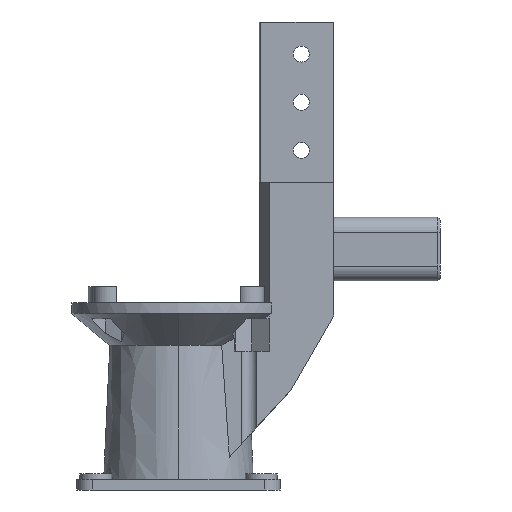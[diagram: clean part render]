
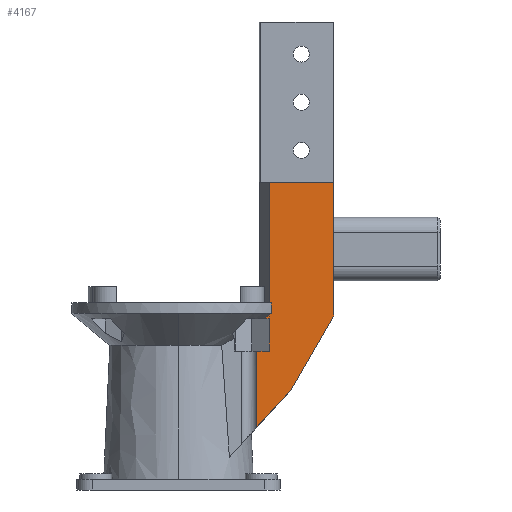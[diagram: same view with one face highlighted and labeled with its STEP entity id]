
A CAD part, front view. The second image highlights one B-rep face of the part: STEP entity #4167.
In plain terms, the highlighted planar face has unit normal (0, -1, 0).
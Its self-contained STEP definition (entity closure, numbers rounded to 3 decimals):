
#10 = ORIENTED_EDGE ( 'NONE', *, *, #5048, .F. ) ;
#11 = EDGE_CURVE ( 'NONE', #6795, #37, #6632, .T. ) ;
#22 = CARTESIAN_POINT ( 'NONE',  ( 17.107, -10., 32.868 ) ) ;
#37 = VERTEX_POINT ( 'NONE', #456 ) ;
#71 = CARTESIAN_POINT ( 'NONE',  ( 17., -10., 32. ) ) ;
#101 = ORIENTED_EDGE ( 'NONE', *, *, #229, .T. ) ;
#196 = VECTOR ( 'NONE', #6268, 1000. ) ;
#212 = VECTOR ( 'NONE', #6980, 1000. ) ;
#229 = EDGE_CURVE ( 'NONE', #6836, #3461, #5911, .T. ) ;
#292 = ORIENTED_EDGE ( 'NONE', *, *, #2736, .T. ) ;
#309 = CARTESIAN_POINT ( 'NONE',  ( 17., -10., 32.55 ) ) ;
#379 = CARTESIAN_POINT ( 'NONE',  ( 16.666, -10., 32.55 ) ) ;
#442 = CARTESIAN_POINT ( 'NONE',  ( 17., -10., 35. ) ) ;
#456 = CARTESIAN_POINT ( 'NONE',  ( 17., -10., 57.55 ) ) ;
#471 = VERTEX_POINT ( 'NONE', #4636 ) ;
#485 = DIRECTION ( 'NONE',  ( 0., 0., 1. ) ) ;
#568 = ORIENTED_EDGE ( 'NONE', *, *, #6832, .F. ) ;
#590 = EDGE_CURVE ( 'NONE', #4696, #3107, #684, .T. ) ;
#672 = ORIENTED_EDGE ( 'NONE', *, *, #1942, .T. ) ;
#684 = LINE ( 'NONE', #5265, #2007 ) ;
#701 = ORIENTED_EDGE ( 'NONE', *, *, #11, .F. ) ;
#743 = CARTESIAN_POINT ( 'NONE',  ( 16.957, -10., 26. ) ) ;
#898 = CARTESIAN_POINT ( 'NONE',  ( 16.41, -10., 32.366 ) ) ;
#1012 = CARTESIAN_POINT ( 'NONE',  ( 17., -10., 32.55 ) ) ;
#1014 = VECTOR ( 'NONE', #3383, 1000. ) ;
#1054 = CARTESIAN_POINT ( 'NONE',  ( 15.896, -10., 32. ) ) ;
#1115 = VECTOR ( 'NONE', #7204, 1000. ) ;
#1158 = CARTESIAN_POINT ( 'NONE',  ( 17.321, -10., 33.023 ) ) ;
#1235 = CARTESIAN_POINT ( 'NONE',  ( 17., -10., 32.55 ) ) ;
#1290 = CARTESIAN_POINT ( 'NONE',  ( 20.986, -10., 18.669 ) ) ;
#1334 = VERTEX_POINT ( 'NONE', #1054 ) ;
#1360 = EDGE_CURVE ( 'NONE', #1506, #2757, #2612, .T. ) ;
#1453 = LINE ( 'NONE', #5529, #7197 ) ;
#1454 = B_SPLINE_CURVE_WITH_KNOTS ( 'NONE', 3,
 ( #3136, #898, #5359, #2045 ),
 .UNSPECIFIED., .F., .F.,
 ( 4, 4 ),
 ( 0., 0.001 ),
 .UNSPECIFIED. ) ;
#1506 = VERTEX_POINT ( 'NONE', #379 ) ;
#1527 = VERTEX_POINT ( 'NONE', #7053 ) ;
#1599 = CARTESIAN_POINT ( 'NONE',  ( 17.321, -10., 33.023 ) ) ;
#1612 = CARTESIAN_POINT ( 'NONE',  ( 17., -10., 32.55 ) ) ;
#1696 = ORIENTED_EDGE ( 'NONE', *, *, #1898, .F. ) ;
#1726 = LINE ( 'NONE', #5825, #212 ) ;
#1802 = CARTESIAN_POINT ( 'NONE',  ( 17.321, -10., 33.5 ) ) ;
#1804 = LINE ( 'NONE', #2970, #3292 ) ;
#1898 = EDGE_CURVE ( 'NONE', #6836, #4554, #6071, .T. ) ;
#1942 = EDGE_CURVE ( 'NONE', #6278, #471, #2785, .T. ) ;
#1944 = VERTEX_POINT ( 'NONE', #6822 ) ;
#2007 = VECTOR ( 'NONE', #5813, 1000. ) ;
#2045 = CARTESIAN_POINT ( 'NONE',  ( 15.896, -10., 32. ) ) ;
#2163 = LINE ( 'NONE', #1012, #4932 ) ;
#2222 = ORIENTED_EDGE ( 'NONE', *, *, #2257, .T. ) ;
#2257 = EDGE_CURVE ( 'NONE', #1506, #1334, #1454, .T. ) ;
#2264 = CARTESIAN_POINT ( 'NONE',  ( 17.214, -10., 32.946 ) ) ;
#2365 = VECTOR ( 'NONE', #485, 1000. ) ;
#2488 = EDGE_CURVE ( 'NONE', #37, #471, #1453, .T. ) ;
#2495 = LINE ( 'NONE', #3914, #1014 ) ;
#2603 = VECTOR ( 'NONE', #4061, 1000. ) ;
#2612 = LINE ( 'NONE', #1235, #1115 ) ;
#2664 = ORIENTED_EDGE ( 'NONE', *, *, #2871, .F. ) ;
#2736 = EDGE_CURVE ( 'NONE', #1944, #3107, #1726, .T. ) ;
#2757 = VERTEX_POINT ( 'NONE', #309 ) ;
#2767 = CARTESIAN_POINT ( 'NONE',  ( 12.825, -10., 4.534 ) ) ;
#2782 = DIRECTION ( 'NONE',  ( 1., 0., 0. ) ) ;
#2785 = LINE ( 'NONE', #5144, #2603 ) ;
#2871 = EDGE_CURVE ( 'NONE', #4554, #6795, #2495, .T. ) ;
#2970 = CARTESIAN_POINT ( 'NONE',  ( 14.669, -10., 7.55 ) ) ;
#3038 = CARTESIAN_POINT ( 'NONE',  ( 14.669, -10., 26. ) ) ;
#3044 = DIRECTION ( 'NONE',  ( 0., 0., 1. ) ) ;
#3081 = LINE ( 'NONE', #2767, #6037 ) ;
#3084 = EDGE_CURVE ( 'NONE', #1527, #4696, #1804, .T. ) ;
#3107 = VERTEX_POINT ( 'NONE', #743 ) ;
#3136 = CARTESIAN_POINT ( 'NONE',  ( 16.666, -10., 32.55 ) ) ;
#3292 = VECTOR ( 'NONE', #6290, 1000. ) ;
#3366 = LINE ( 'NONE', #71, #6301 ) ;
#3383 = DIRECTION ( 'NONE',  ( -1., 0., 0. ) ) ;
#3458 = ORIENTED_EDGE ( 'NONE', *, *, #3084, .F. ) ;
#3461 = VERTEX_POINT ( 'NONE', #6608 ) ;
#3706 = ORIENTED_EDGE ( 'NONE', *, *, #1360, .F. ) ;
#3801 = VERTEX_POINT ( 'NONE', #3866 ) ;
#3866 = CARTESIAN_POINT ( 'NONE',  ( 20.986, -10., 18.669 ) ) ;
#3914 = CARTESIAN_POINT ( 'NONE',  ( 0., -10., 35. ) ) ;
#3933 = EDGE_CURVE ( 'NONE', #1334, #1944, #3366, .T. ) ;
#3967 = FACE_OUTER_BOUND ( 'NONE', #6657, .T. ) ;
#3983 = DIRECTION ( 'NONE',  ( 1., 0., 0. ) ) ;
#4012 = DIRECTION ( 'NONE',  ( 0., 0., 1. ) ) ;
#4061 = DIRECTION ( 'NONE',  ( 0., 0., 1. ) ) ;
#4069 = EDGE_CURVE ( 'NONE', #1527, #3801, #5962, .T. ) ;
#4148 = CARTESIAN_POINT ( 'NONE',  ( 17., -10., 32.55 ) ) ;
#4167 = ADVANCED_FACE ( 'NONE', ( #3967 ), #5801, .F. ) ;
#4554 = VERTEX_POINT ( 'NONE', #6702 ) ;
#4636 = CARTESIAN_POINT ( 'NONE',  ( 29., -10., 57.55 ) ) ;
#4696 = VERTEX_POINT ( 'NONE', #3038 ) ;
#4932 = VECTOR ( 'NONE', #7162, 1000. ) ;
#5048 = EDGE_CURVE ( 'NONE', #6278, #3801, #3081, .T. ) ;
#5061 = CARTESIAN_POINT ( 'NONE',  ( 17., -10., 32.791 ) ) ;
#5072 = ORIENTED_EDGE ( 'NONE', *, *, #2488, .F. ) ;
#5144 = CARTESIAN_POINT ( 'NONE',  ( 29., -10., 32.55 ) ) ;
#5265 = CARTESIAN_POINT ( 'NONE',  ( 17., -10., 26. ) ) ;
#5359 = CARTESIAN_POINT ( 'NONE',  ( 16.153, -10., 32.183 ) ) ;
#5482 = DIRECTION ( 'NONE',  ( -0.5, 0., -0.866 ) ) ;
#5529 = CARTESIAN_POINT ( 'NONE',  ( 17., -10., 57.55 ) ) ;
#5643 = CARTESIAN_POINT ( 'NONE',  ( 29., -10., 32.55 ) ) ;
#5801 = PLANE ( 'NONE',  #6511 ) ;
#5813 = DIRECTION ( 'NONE',  ( 1., 0., 0. ) ) ;
#5825 = CARTESIAN_POINT ( 'NONE',  ( 16.957, -10., 32.55 ) ) ;
#5911 = B_SPLINE_CURVE_WITH_KNOTS ( 'NONE', 3,
 ( #1158, #2264, #22, #5061 ),
 .UNSPECIFIED., .F., .F.,
 ( 4, 4 ),
 ( 0., 0. ),
 .UNSPECIFIED. ) ;
#5962 = LINE ( 'NONE', #1290, #196 ) ;
#6037 = VECTOR ( 'NONE', #5482, 1000. ) ;
#6071 = LINE ( 'NONE', #1802, #7205 ) ;
#6149 = ORIENTED_EDGE ( 'NONE', *, *, #3933, .T. ) ;
#6268 = DIRECTION ( 'NONE',  ( 0.676, 0., 0.737 ) ) ;
#6278 = VERTEX_POINT ( 'NONE', #5643 ) ;
#6290 = DIRECTION ( 'NONE',  ( 0., 0., 1. ) ) ;
#6301 = VECTOR ( 'NONE', #3983, 1000. ) ;
#6365 = DIRECTION ( 'NONE',  ( 0., 1., 0. ) ) ;
#6511 = AXIS2_PLACEMENT_3D ( 'NONE', #4148, #6365, #3044 ) ;
#6608 = CARTESIAN_POINT ( 'NONE',  ( 17., -10., 32.791 ) ) ;
#6632 = LINE ( 'NONE', #1612, #2365 ) ;
#6657 = EDGE_LOOP ( 'NONE', ( #6758, #3458, #7149, #10, #672, #5072, #701, #2664, #1696, #101, #568, #3706, #2222, #6149, #292 ) ) ;
#6702 = CARTESIAN_POINT ( 'NONE',  ( 17.321, -10., 35. ) ) ;
#6758 = ORIENTED_EDGE ( 'NONE', *, *, #590, .F. ) ;
#6795 = VERTEX_POINT ( 'NONE', #442 ) ;
#6822 = CARTESIAN_POINT ( 'NONE',  ( 16.957, -10., 32. ) ) ;
#6832 = EDGE_CURVE ( 'NONE', #2757, #3461, #2163, .T. ) ;
#6836 = VERTEX_POINT ( 'NONE', #1599 ) ;
#6980 = DIRECTION ( 'NONE',  ( 0., 0., -1. ) ) ;
#7053 = CARTESIAN_POINT ( 'NONE',  ( 14.669, -10., 11.778 ) ) ;
#7149 = ORIENTED_EDGE ( 'NONE', *, *, #4069, .T. ) ;
#7162 = DIRECTION ( 'NONE',  ( 0., 0., 1. ) ) ;
#7197 = VECTOR ( 'NONE', #2782, 1000. ) ;
#7204 = DIRECTION ( 'NONE',  ( 1., 0., 0. ) ) ;
#7205 = VECTOR ( 'NONE', #4012, 1000. ) ;
